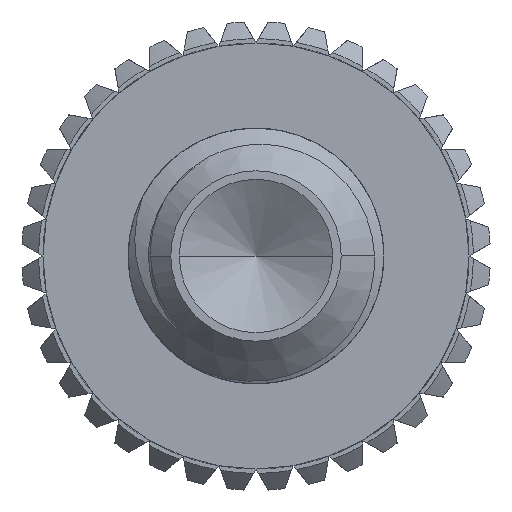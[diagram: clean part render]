
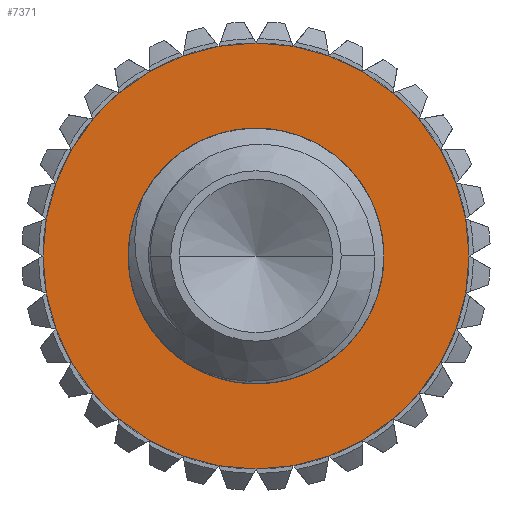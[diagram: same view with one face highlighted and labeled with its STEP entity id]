
A CAD part, front view. The second image highlights one B-rep face of the part: STEP entity #7371.
In plain terms, the highlighted planar face has unit normal (0, -1, 0).
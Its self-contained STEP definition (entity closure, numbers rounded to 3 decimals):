
#1807=CARTESIAN_POINT('',(0.,0.,0.));
#1808=DIRECTION('',(0.,-1.,0.));
#1809=DIRECTION('',(1.,0.,0.));
#1810=AXIS2_PLACEMENT_3D('',#1807,#1808,#1809);
#1812=CARTESIAN_POINT('',(0.,0.,0.));
#1813=DIRECTION('',(0.,1.,0.));
#1814=DIRECTION('',(1.,0.,0.));
#1815=AXIS2_PLACEMENT_3D('',#1812,#1813,#1814);
#1817=CARTESIAN_POINT('',(0.,0.,0.));
#1818=DIRECTION('',(0.,1.,0.));
#1819=DIRECTION('',(1.,0.,0.));
#1820=AXIS2_PLACEMENT_3D('',#1817,#1818,#1819);
#4920=CARTESIAN_POINT('',(0.,0.,0.));
#4921=DIRECTION('',(0.,-1.,0.));
#4922=DIRECTION('',(1.,0.,0.));
#4923=AXIS2_PLACEMENT_3D('',#4920,#4921,#4922);
#4937=CARTESIAN_POINT('',(1.5,0.,0.));
#4938=CARTESIAN_POINT('',(-1.5,0.,0.));
#4939=VERTEX_POINT('',#4937);
#4940=VERTEX_POINT('',#4938);
#4969=CARTESIAN_POINT('',(2.5,0.,0.));
#4971=VERTEX_POINT('',#4969);
#4973=CARTESIAN_POINT('',(-2.5,0.,0.));
#4975=VERTEX_POINT('',#4973);
#7356=CARTESIAN_POINT('',(0.,0.,0.));
#7357=DIRECTION('',(0.,1.,0.));
#7358=DIRECTION('',(1.,0.,0.));
#7359=AXIS2_PLACEMENT_3D('',#7356,#7357,#7358);
#7360=PLANE('',#7359);
#7362=ORIENTED_EDGE('',*,*,#7361,.T.);
#7364=ORIENTED_EDGE('',*,*,#7363,.F.);
#7365=EDGE_LOOP('',(#7362,#7364));
#7366=FACE_OUTER_BOUND('',#7365,.F.);
#7367=ORIENTED_EDGE('',*,*,#5693,.T.);
#7368=ORIENTED_EDGE('',*,*,#5912,.F.);
#7369=EDGE_LOOP('',(#7367,#7368));
#7370=FACE_BOUND('',#7369,.F.);
#1811=CIRCLE('',#1810,1.5);
#1816=CIRCLE('',#1815,1.5);
#1821=CIRCLE('',#1820,2.5);
#4924=CIRCLE('',#4923,2.5);
#5693=EDGE_CURVE('',#4939,#4940,#1811,.T.);
#5912=EDGE_CURVE('',#4939,#4940,#1816,.T.);
#7361=EDGE_CURVE('',#4971,#4975,#1821,.T.);
#7363=EDGE_CURVE('',#4971,#4975,#4924,.T.);
#7371=ADVANCED_FACE('',(#7366,#7370),#7360,.F.);
